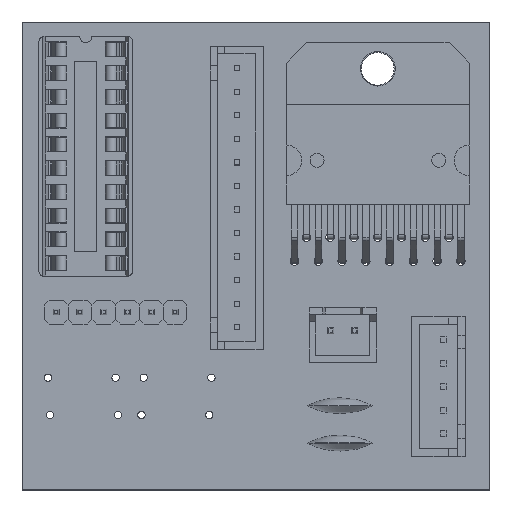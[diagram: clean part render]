
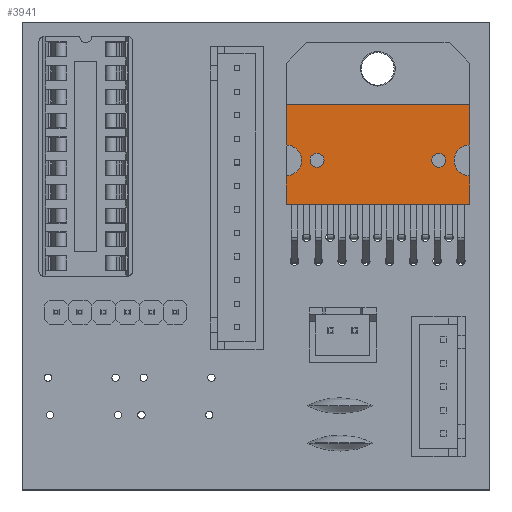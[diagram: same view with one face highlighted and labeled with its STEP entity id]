
A CAD part, top view. The second image highlights one B-rep face of the part: STEP entity #3941.
In plain terms, the highlighted face is planar.
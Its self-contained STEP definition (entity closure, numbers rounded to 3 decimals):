
#3123 = VERTEX_POINT('',#3124);
#3124 = CARTESIAN_POINT('',(3.3,5.,-3.95));
#3130 = EDGE_CURVE('',#3131,#3123,#3133,.T.);
#3131 = VERTEX_POINT('',#3132);
#3132 = CARTESIAN_POINT('',(3.3,5.,-5.45));
#3133 = CIRCLE('',#3134,0.75);
#3134 = AXIS2_PLACEMENT_3D('',#3135,#3136,#3137);
#3135 = CARTESIAN_POINT('',(3.3,5.,-4.7));
#3136 = DIRECTION('',(0.,1.,0.));
#3137 = DIRECTION('',(0.,-0.,1.));
#3165 = VERTEX_POINT('',#3166);
#3166 = CARTESIAN_POINT('',(16.3,5.,-3.95));
#3172 = EDGE_CURVE('',#3173,#3165,#3175,.T.);
#3173 = VERTEX_POINT('',#3174);
#3174 = CARTESIAN_POINT('',(16.3,5.,-5.45));
#3175 = CIRCLE('',#3176,0.75);
#3176 = AXIS2_PLACEMENT_3D('',#3177,#3178,#3179);
#3177 = CARTESIAN_POINT('',(16.3,5.,-4.7));
#3178 = DIRECTION('',(0.,1.,0.));
#3179 = DIRECTION('',(0.,-0.,1.));
#3279 = VERTEX_POINT('',#3280);
#3280 = CARTESIAN_POINT('',(19.6,5.,0.));
#3286 = EDGE_CURVE('',#3287,#3279,#3289,.T.);
#3287 = VERTEX_POINT('',#3288);
#3288 = CARTESIAN_POINT('',(0.,5.,0.));
#3289 = LINE('',#3290,#3291);
#3290 = CARTESIAN_POINT('',(0.,5.,0.));
#3291 = VECTOR('',#3292,1.);
#3292 = DIRECTION('',(1.,-0.,0.));
#3786 = VERTEX_POINT('',#3787);
#3787 = CARTESIAN_POINT('',(19.6,5.,-3.05));
#3795 = EDGE_CURVE('',#3279,#3786,#3796,.T.);
#3796 = LINE('',#3797,#3798);
#3797 = CARTESIAN_POINT('',(19.6,5.,0.));
#3798 = VECTOR('',#3799,1.);
#3799 = DIRECTION('',(-0.,-0.,-1.));
#3804 = VERTEX_POINT('',#3805);
#3805 = CARTESIAN_POINT('',(19.6,5.,-10.7));
#3811 = EDGE_CURVE('',#3812,#3804,#3814,.T.);
#3812 = VERTEX_POINT('',#3813);
#3813 = CARTESIAN_POINT('',(19.6,5.,-6.35));
#3814 = LINE('',#3815,#3816);
#3815 = CARTESIAN_POINT('',(19.6,5.,0.));
#3816 = VECTOR('',#3817,1.);
#3817 = DIRECTION('',(-0.,-0.,-1.));
#3842 = VERTEX_POINT('',#3843);
#3843 = CARTESIAN_POINT('',(0.,5.,-10.7));
#3849 = EDGE_CURVE('',#3804,#3842,#3850,.T.);
#3850 = LINE('',#3851,#3852);
#3851 = CARTESIAN_POINT('',(0.,5.,-10.7));
#3852 = VECTOR('',#3853,1.);
#3853 = DIRECTION('',(-1.,-0.,0.));
#3866 = VERTEX_POINT('',#3867);
#3867 = CARTESIAN_POINT('',(0.,5.,-6.35));
#3875 = EDGE_CURVE('',#3842,#3866,#3876,.T.);
#3876 = LINE('',#3877,#3878);
#3877 = CARTESIAN_POINT('',(0.,5.,0.));
#3878 = VECTOR('',#3879,1.);
#3879 = DIRECTION('',(-0.,-0.,1.));
#3884 = EDGE_CURVE('',#3885,#3287,#3887,.T.);
#3885 = VERTEX_POINT('',#3886);
#3886 = CARTESIAN_POINT('',(0.,5.,-3.05));
#3887 = LINE('',#3888,#3889);
#3888 = CARTESIAN_POINT('',(0.,5.,0.));
#3889 = VECTOR('',#3890,1.);
#3890 = DIRECTION('',(-0.,-0.,1.));
#3941 = ADVANCED_FACE('',(#3942,#3964,#3974),#3984,.F.);
#3942 = FACE_BOUND('',#3943,.T.);
#3943 = EDGE_LOOP('',(#3944,#3951,#3952,#3953,#3954,#3961,#3962,#3963));
#3944 = ORIENTED_EDGE('',*,*,#3945,.F.);
#3945 = EDGE_CURVE('',#3812,#3786,#3946,.T.);
#3946 = CIRCLE('',#3947,1.65);
#3947 = AXIS2_PLACEMENT_3D('',#3948,#3949,#3950);
#3948 = CARTESIAN_POINT('',(19.6,5.,-4.7));
#3949 = DIRECTION('',(0.,1.,0.));
#3950 = DIRECTION('',(0.,-0.,1.));
#3951 = ORIENTED_EDGE('',*,*,#3811,.T.);
#3952 = ORIENTED_EDGE('',*,*,#3849,.T.);
#3953 = ORIENTED_EDGE('',*,*,#3875,.T.);
#3954 = ORIENTED_EDGE('',*,*,#3955,.F.);
#3955 = EDGE_CURVE('',#3885,#3866,#3956,.T.);
#3956 = CIRCLE('',#3957,1.65);
#3957 = AXIS2_PLACEMENT_3D('',#3958,#3959,#3960);
#3958 = CARTESIAN_POINT('',(0.,5.,-4.7));
#3959 = DIRECTION('',(0.,1.,0.));
#3960 = DIRECTION('',(0.,-0.,1.));
#3961 = ORIENTED_EDGE('',*,*,#3884,.T.);
#3962 = ORIENTED_EDGE('',*,*,#3286,.T.);
#3963 = ORIENTED_EDGE('',*,*,#3795,.T.);
#3964 = FACE_BOUND('',#3965,.T.);
#3965 = EDGE_LOOP('',(#3966,#3973));
#3966 = ORIENTED_EDGE('',*,*,#3967,.F.);
#3967 = EDGE_CURVE('',#3123,#3131,#3968,.T.);
#3968 = CIRCLE('',#3969,0.75);
#3969 = AXIS2_PLACEMENT_3D('',#3970,#3971,#3972);
#3970 = CARTESIAN_POINT('',(3.3,5.,-4.7));
#3971 = DIRECTION('',(0.,1.,0.));
#3972 = DIRECTION('',(0.,-0.,1.));
#3973 = ORIENTED_EDGE('',*,*,#3130,.F.);
#3974 = FACE_BOUND('',#3975,.T.);
#3975 = EDGE_LOOP('',(#3976,#3983));
#3976 = ORIENTED_EDGE('',*,*,#3977,.F.);
#3977 = EDGE_CURVE('',#3165,#3173,#3978,.T.);
#3978 = CIRCLE('',#3979,0.75);
#3979 = AXIS2_PLACEMENT_3D('',#3980,#3981,#3982);
#3980 = CARTESIAN_POINT('',(16.3,5.,-4.7));
#3981 = DIRECTION('',(0.,1.,0.));
#3982 = DIRECTION('',(0.,-0.,1.));
#3983 = ORIENTED_EDGE('',*,*,#3172,.F.);
#3984 = PLANE('',#3985);
#3985 = AXIS2_PLACEMENT_3D('',#3986,#3987,#3988);
#3986 = CARTESIAN_POINT('',(0.,5.,-10.7));
#3987 = DIRECTION('',(0.,-1.,0.));
#3988 = DIRECTION('',(0.,-0.,-1.));
